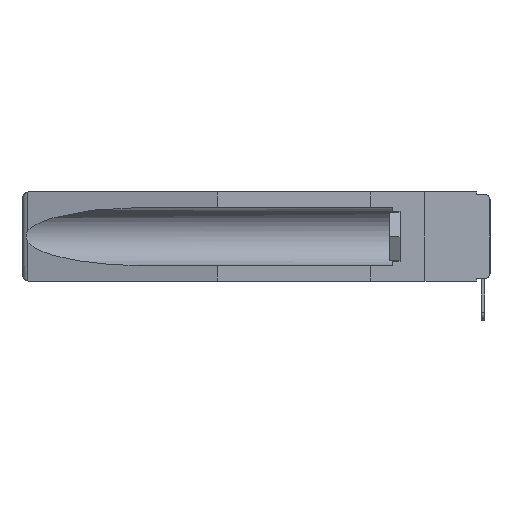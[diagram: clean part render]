
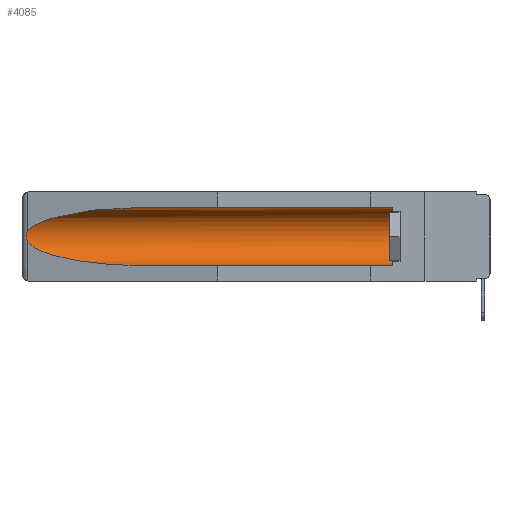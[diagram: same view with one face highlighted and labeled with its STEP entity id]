
A CAD part, left-side view. The second image highlights one B-rep face of the part: STEP entity #4085.
In plain terms, the highlighted cylindrical face has radius 2.857 mm (diameter 5.715 mm), a partial arc.
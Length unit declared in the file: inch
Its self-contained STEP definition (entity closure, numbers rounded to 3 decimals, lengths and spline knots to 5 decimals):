
#1040 = CARTESIAN_POINT ( 'NONE',  ( 0.155, 1.07973, -0.059 ) ) ;
#1057 = AXIS2_PLACEMENT_3D ( 'NONE', #3389, #21304, #5442 ) ;
#1685 = CARTESIAN_POINT ( 'NONE',  ( 0.155, -0.30754, -0.1715 ) ) ;
#1840 = ORIENTED_EDGE ( 'NONE', *, *, #24592, .T. ) ;
#1984 = AXIS2_PLACEMENT_3D ( 'NONE', #1685, #19093, #9164 ) ;
#2583 = EDGE_CURVE ( 'NONE', #8584, #23369, #19868, .T. ) ;
#3024 = EDGE_CURVE ( 'NONE', #23029, #24390, #23826, .T. ) ;
#3389 = CARTESIAN_POINT ( 'NONE',  ( 0.155, 0.126, -0.1715 ) ) ;
#3418 = CARTESIAN_POINT ( 'NONE',  ( 0.26537, 1.52718, -0.14972 ) ) ;
#4085 = ADVANCED_FACE ( 'NONE', ( #18958 ), #7494, .F. ) ;
#4749 = CARTESIAN_POINT ( 'NONE',  ( 0.21114, 1.30732, -0.284 ) ) ;
#5032 = VERTEX_POINT ( 'NONE', #21353 ) ;
#5442 = DIRECTION ( 'NONE',  ( 0., 0., 1. ) ) ;
#5559 = CARTESIAN_POINT ( 'NONE',  ( 0.155, 0.126, -0.059 ) ) ;
#5895 = ORIENTED_EDGE ( 'NONE', *, *, #12949, .T. ) ;
#5935 = CARTESIAN_POINT ( 'NONE',  ( 0.155, -0.30754, -0.059 ) ) ;
#5963 = CARTESIAN_POINT ( 'NONE',  ( 0.155, -0.30754, -0.284 ) ) ;
#6091 = LINE ( 'NONE', #5963, #7139 ) ;
#6445 = CARTESIAN_POINT ( 'NONE',  ( 0.155, 1.07973, -0.284 ) ) ;
#7139 = VECTOR ( 'NONE', #7647, 39.37008 ) ;
#7494 = CYLINDRICAL_SURFACE ( 'NONE', #1984, 0.1125 ) ;
#7647 = DIRECTION ( 'NONE',  ( 0., 1., 0. ) ) ;
#8021 = ORIENTED_EDGE ( 'NONE', *, *, #12787, .T. ) ;
#8501 = CIRCLE ( 'NONE', #1057, 0.1125 ) ;
#8584 = VERTEX_POINT ( 'NONE', #17912 ) ;
#9164 = DIRECTION ( 'NONE',  ( 0., 0., 1. ) ) ;
#9454 = CARTESIAN_POINT ( 'NONE',  ( 0.2673, 1.53269, -0.17917 ) ) ;
#9539 = CARTESIAN_POINT ( 'NONE',  ( 0.21114, 1.30732, -0.059 ) ) ;
#10560 = CARTESIAN_POINT ( 'NONE',  ( 0.25451, 1.48313, -0.24835 ) ) ;
#11518 = CARTESIAN_POINT ( 'NONE',  ( 0.2673, 1.5327, -0.16383 ) ) ;
#12157 = ORIENTED_EDGE ( 'NONE', *, *, #2583, .T. ) ;
#12341 = EDGE_CURVE ( 'NONE', #25429, #5032, #6091, .T. ) ;
#12787 = EDGE_CURVE ( 'NONE', #24390, #8584, #23526, .T. ) ;
#12949 = EDGE_CURVE ( 'NONE', #23369, #5032, #18937, .T. ) ;
#13076 = CARTESIAN_POINT ( 'NONE',  ( 0.26537, 1.52718, -0.19328 ) ) ;
#13583 = CARTESIAN_POINT ( 'NONE',  ( 0.26597, 1.5296, -0.19026 ) ) ;
#15245 = CARTESIAN_POINT ( 'NONE',  ( 0.2675, 1.53308, -0.16763 ) ) ;
#15378 = CARTESIAN_POINT ( 'NONE',  ( 0.26654, 1.53092, -0.15636 ) ) ;
#15877 = VECTOR ( 'NONE', #19846, 39.37008 ) ;
#15970 = CARTESIAN_POINT ( 'NONE',  ( 0.155, 1.07973, -0.059 ) ) ;
#17190 = CARTESIAN_POINT ( 'NONE',  ( 0.26655, 1.53094, -0.18657 ) ) ;
#17615 = ORIENTED_EDGE ( 'NONE', *, *, #12341, .F. ) ;
#17791 = CARTESIAN_POINT ( 'NONE',  ( 0.25451, 1.48313, -0.09465 ) ) ;
#17912 = CARTESIAN_POINT ( 'NONE',  ( 0.26537, 1.52718, -0.14972 ) ) ;
#18937 =( BOUNDED_CURVE ( )  B_SPLINE_CURVE ( 3, ( #20351, #10560, #4749, #6445 ),
 .UNSPECIFIED., .F., .F. ) 
 B_SPLINE_CURVE_WITH_KNOTS ( ( 4, 4 ),
 ( 0.1948, 1.5708 ),
 .UNSPECIFIED. ) 
 CURVE ( )  GEOMETRIC_REPRESENTATION_ITEM ( )  RATIONAL_B_SPLINE_CURVE ( ( 1., 0.848, 0.848, 1. ) ) 
 REPRESENTATION_ITEM ( '' )  );
#18958 = FACE_OUTER_BOUND ( 'NONE', #19334, .T. ) ;
#19093 = DIRECTION ( 'NONE',  ( 0., 1., 0. ) ) ;
#19334 = EDGE_LOOP ( 'NONE', ( #8021, #12157, #5895, #17615, #1840, #22436 ) ) ;
#19469 = CARTESIAN_POINT ( 'NONE',  ( 0.26537, 1.52718, -0.14972 ) ) ;
#19846 = DIRECTION ( 'NONE',  ( 0., 1., 0. ) ) ;
#19859 = CARTESIAN_POINT ( 'NONE',  ( 0.26537, 1.52718, -0.19328 ) ) ;
#19868 = B_SPLINE_CURVE_WITH_KNOTS ( 'NONE', 3,
 ( #3418, #21328, #15378, #11518, #15245, #23240, #9454, #17190, #13583, #13076 ),
 .UNSPECIFIED., .F., .F.,
 ( 4, 2, 2, 2, 4 ),
 ( 0., 0.00029, 0.00058, 0.00087, 0.00117 ),
 .UNSPECIFIED. ) ;
#20351 = CARTESIAN_POINT ( 'NONE',  ( 0.26537, 1.52718, -0.19328 ) ) ;
#21106 = CARTESIAN_POINT ( 'NONE',  ( 0.155, 0.126, -0.284 ) ) ;
#21304 = DIRECTION ( 'NONE',  ( 0., -1., 0. ) ) ;
#21328 = CARTESIAN_POINT ( 'NONE',  ( 0.26597, 1.52961, -0.15275 ) ) ;
#21353 = CARTESIAN_POINT ( 'NONE',  ( 0.155, 1.07973, -0.284 ) ) ;
#22436 = ORIENTED_EDGE ( 'NONE', *, *, #3024, .T. ) ;
#23029 = VERTEX_POINT ( 'NONE', #5559 ) ;
#23240 = CARTESIAN_POINT ( 'NONE',  ( 0.2675, 1.53308, -0.17534 ) ) ;
#23369 = VERTEX_POINT ( 'NONE', #19859 ) ;
#23526 =( BOUNDED_CURVE ( )  B_SPLINE_CURVE ( 3, ( #15970, #9539, #17791, #19469 ),
 .UNSPECIFIED., .F., .F. ) 
 B_SPLINE_CURVE_WITH_KNOTS ( ( 4, 4 ),
 ( 4.71239, 6.08839 ),
 .UNSPECIFIED. ) 
 CURVE ( )  GEOMETRIC_REPRESENTATION_ITEM ( )  RATIONAL_B_SPLINE_CURVE ( ( 1., 0.848, 0.848, 1. ) ) 
 REPRESENTATION_ITEM ( '' )  );
#23826 = LINE ( 'NONE', #5935, #15877 ) ;
#24390 = VERTEX_POINT ( 'NONE', #1040 ) ;
#24592 = EDGE_CURVE ( 'NONE', #25429, #23029, #8501, .T. ) ;
#25429 = VERTEX_POINT ( 'NONE', #21106 ) ;
